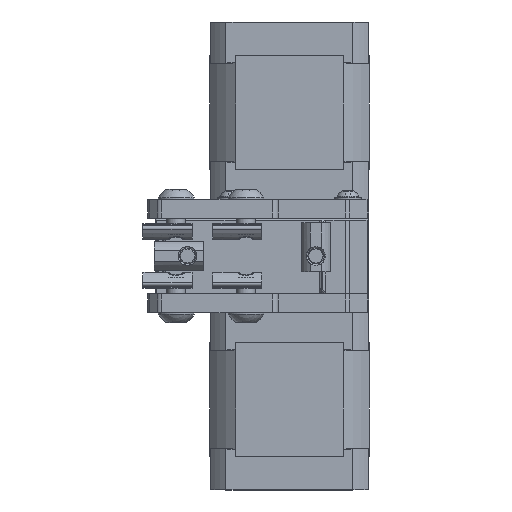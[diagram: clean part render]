
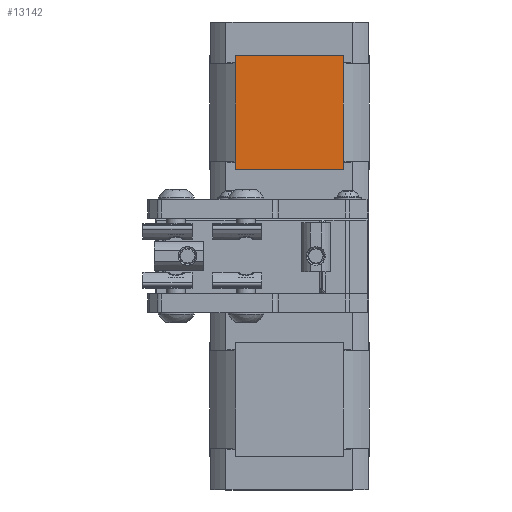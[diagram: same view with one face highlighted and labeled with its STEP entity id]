
A CAD part, left-side view. The second image highlights one B-rep face of the part: STEP entity #13142.
In plain terms, the highlighted face is planar.
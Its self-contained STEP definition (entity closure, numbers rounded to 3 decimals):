
#1111=PLANE('',#14603);
#1678=FACE_OUTER_BOUND('',#2487,.T.);
#2487=EDGE_LOOP('',(#10481,#10482,#10483,#10484,#10485,#10486,#10487,#10488,
#10489,#10490,#10491,#10492));
#3297=LINE('',#22928,#4298);
#3303=LINE('',#22958,#4304);
#3315=LINE('',#22996,#4316);
#3317=LINE('',#23001,#4318);
#3319=LINE('',#23007,#4320);
#3377=LINE('',#23213,#4378);
#3378=LINE('',#23218,#4379);
#3379=LINE('',#23222,#4380);
#3381=LINE('',#23230,#4382);
#3383=LINE('',#23234,#4384);
#3384=LINE('',#23236,#4385);
#3393=LINE('',#23267,#4394);
#4298=VECTOR('',#17202,5.724);
#4304=VECTOR('',#17226,30.2);
#4316=VECTOR('',#17266,0.1);
#4318=VECTOR('',#17270,5.724);
#4320=VECTOR('',#17276,0.1);
#4378=VECTOR('',#17474,30.2);
#4379=VECTOR('',#17481,17.012);
#4380=VECTOR('',#17486,0.1);
#4382=VECTOR('',#17492,0.1);
#4384=VECTOR('',#17498,5.724);
#4385=VECTOR('',#17501,5.724);
#4394=VECTOR('',#17536,17.012);
#6178=VERTEX_POINT('',#22925);
#6179=VERTEX_POINT('',#22927);
#6188=VERTEX_POINT('',#22957);
#6200=VERTEX_POINT('',#22994);
#6202=VERTEX_POINT('',#23000);
#6204=VERTEX_POINT('',#23006);
#6269=VERTEX_POINT('',#23210);
#6270=VERTEX_POINT('',#23212);
#6271=VERTEX_POINT('',#23216);
#6272=VERTEX_POINT('',#23220);
#6275=VERTEX_POINT('',#23227);
#6276=VERTEX_POINT('',#23229);
#7634=EDGE_CURVE('',#6178,#6179,#3297,.T.);
#7647=EDGE_CURVE('',#6179,#6188,#3303,.T.);
#7667=EDGE_CURVE('',#6178,#6200,#3315,.T.);
#7669=EDGE_CURVE('',#6188,#6202,#3317,.T.);
#7672=EDGE_CURVE('',#6204,#6202,#3319,.T.);
#7769=EDGE_CURVE('',#6270,#6269,#3377,.T.);
#7772=EDGE_CURVE('',#6200,#6271,#3378,.T.);
#7774=EDGE_CURVE('',#6271,#6272,#3379,.T.);
#7777=EDGE_CURVE('',#6276,#6275,#3381,.T.);
#7780=EDGE_CURVE('',#6269,#6276,#3383,.T.);
#7781=EDGE_CURVE('',#6272,#6270,#3384,.T.);
#7796=EDGE_CURVE('',#6275,#6204,#3393,.T.);
#10481=ORIENTED_EDGE('',*,*,#7772,.T.);
#10482=ORIENTED_EDGE('',*,*,#7774,.T.);
#10483=ORIENTED_EDGE('',*,*,#7781,.T.);
#10484=ORIENTED_EDGE('',*,*,#7769,.T.);
#10485=ORIENTED_EDGE('',*,*,#7780,.T.);
#10486=ORIENTED_EDGE('',*,*,#7777,.T.);
#10487=ORIENTED_EDGE('',*,*,#7796,.T.);
#10488=ORIENTED_EDGE('',*,*,#7672,.T.);
#10489=ORIENTED_EDGE('',*,*,#7669,.F.);
#10490=ORIENTED_EDGE('',*,*,#7647,.F.);
#10491=ORIENTED_EDGE('',*,*,#7634,.F.);
#10492=ORIENTED_EDGE('',*,*,#7667,.T.);
#13142=ADVANCED_FACE('',(#1678),#1111,.T.);
#14603=AXIS2_PLACEMENT_3D('',#23266,#17534,#17535);
#17202=DIRECTION('',(0.,1.,0.));
#17226=DIRECTION('',(0.,0.,-1.));
#17266=DIRECTION('',(0.,0.,1.));
#17270=DIRECTION('',(0.,-1.,0.));
#17276=DIRECTION('',(0.,0.,1.));
#17474=DIRECTION('',(0.,0.,-1.));
#17481=DIRECTION('',(0.,-1.,0.));
#17486=DIRECTION('',(0.,0.,-1.));
#17492=DIRECTION('',(0.,0.,-1.));
#17498=DIRECTION('',(0.,1.,0.));
#17501=DIRECTION('',(0.,-1.,0.));
#17534=DIRECTION('center_axis',(1.,0.,0.));
#17535=DIRECTION('ref_axis',(0.,0.,
-1.));
#17536=DIRECTION('',(0.,1.,0.));
#22925=CARTESIAN_POINT('',(21.1,8.506,10.66));
#22927=CARTESIAN_POINT('',(21.1,14.23,10.66));
#22928=CARTESIAN_POINT('',(21.1,8.506,10.66));
#22957=CARTESIAN_POINT('',(21.1,14.23,-19.54));
#22958=CARTESIAN_POINT('',(21.1,14.23,10.66));
#22994=CARTESIAN_POINT('',(21.1,8.506,10.76));
#22996=CARTESIAN_POINT('',(21.1,8.506,10.66));
#23000=CARTESIAN_POINT('',(21.1,8.506,-19.54));
#23001=CARTESIAN_POINT('',(21.1,14.23,-19.54));
#23006=CARTESIAN_POINT('',(21.1,8.506,-19.64));
#23007=CARTESIAN_POINT('',(21.1,8.506,-19.64));
#23210=CARTESIAN_POINT('',(21.1,-14.23,-19.54));
#23212=CARTESIAN_POINT('',(21.1,-14.23,10.66));
#23213=CARTESIAN_POINT('',(21.1,-14.23,10.66));
#23216=CARTESIAN_POINT('',(21.1,-8.506,10.76));
#23218=CARTESIAN_POINT('',(21.1,8.506,10.76));
#23220=CARTESIAN_POINT('',(21.1,-8.506,10.66));
#23222=CARTESIAN_POINT('',(21.1,-8.506,10.76));
#23227=CARTESIAN_POINT('',(21.1,-8.506,-19.64));
#23229=CARTESIAN_POINT('',(21.1,-8.506,-19.54));
#23230=CARTESIAN_POINT('',(21.1,-8.506,-19.54));
#23234=CARTESIAN_POINT('',(21.1,-14.23,-19.54));
#23236=CARTESIAN_POINT('',(21.1,-8.506,10.66));
#23266=CARTESIAN_POINT('Origin',(21.1,-14.231,10.761));
#23267=CARTESIAN_POINT('',(21.1,-8.506,-19.64));
